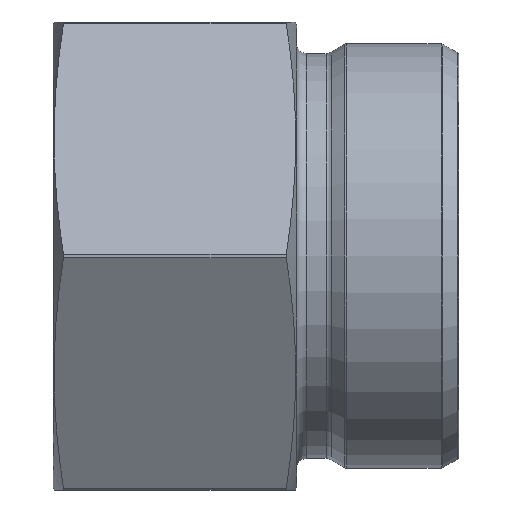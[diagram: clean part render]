
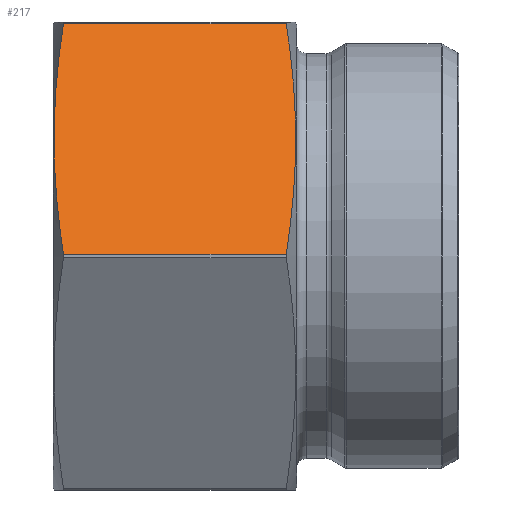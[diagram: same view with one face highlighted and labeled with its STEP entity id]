
A CAD part, front view. The second image highlights one B-rep face of the part: STEP entity #217.
In plain terms, the highlighted planar face has unit normal (0, -0.866, 0.5).
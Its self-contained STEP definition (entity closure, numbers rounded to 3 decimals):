
#217=ADVANCED_FACE('',(#267),#255,.F.);
#255=PLANE('',#620);
#267=FACE_OUTER_BOUND('',#279,.T.);
#279=EDGE_LOOP('',(#375,#376,#377,#378));
#345=LINE('',#883,#357);
#346=LINE('',#893,#358);
#357=VECTOR('',#701,1.);
#358=VECTOR('',#706,1.);
#375=ORIENTED_EDGE('',*,*,#548,.F.);
#376=ORIENTED_EDGE('',*,*,#549,.F.);
#377=ORIENTED_EDGE('',*,*,#550,.F.);
#378=ORIENTED_EDGE('',*,*,#546,.T.);
#495=VERTEX_POINT('',#882);
#496=VERTEX_POINT('',#884);
#497=VERTEX_POINT('',#892);
#498=VERTEX_POINT('',#894);
#546=EDGE_CURVE('',#496,#495,#345,.T.);
#548=EDGE_CURVE('',#497,#495,#605,.T.);
#549=EDGE_CURVE('',#498,#497,#346,.T.);
#550=EDGE_CURVE('',#496,#498,#606,.T.);
#605=B_SPLINE_CURVE_WITH_KNOTS('',3,(#887,#888,#889,#890,#891),
 .UNSPECIFIED.,.F.,.F.,(4,1,4),(0.,0.5,1.),.UNSPECIFIED.);
#606=B_SPLINE_CURVE_WITH_KNOTS('',3,(#895,#896,#897,#898,#899),
 .UNSPECIFIED.,.F.,.F.,(4,1,4),(0.,0.5,1.),.UNSPECIFIED.);
#620=AXIS2_PLACEMENT_3D('',#900,#707,#708);
#701=DIRECTION('',(-1.,0.,0.));
#706=DIRECTION('',(-1.,0.,0.));
#707=DIRECTION('',(0.,0.866,-0.5));
#708=DIRECTION('',(0.,0.5,0.866));
#882=CARTESIAN_POINT('',(1.651,-21.79,37.258));
#883=CARTESIAN_POINT('',(65.,-21.79,37.258));
#884=CARTESIAN_POINT('',(37.349,-21.79,37.258));
#887=CARTESIAN_POINT('',(1.651,-43.162,0.242));
#888=CARTESIAN_POINT('',(0.706,-39.6,6.411));
#889=CARTESIAN_POINT('',(-0.438,-32.476,18.75));
#890=CARTESIAN_POINT('',(0.706,-25.352,31.089));
#891=CARTESIAN_POINT('',(1.651,-21.79,37.258));
#892=CARTESIAN_POINT('',(1.651,-43.162,0.242));
#893=CARTESIAN_POINT('',(65.,-43.162,0.242));
#894=CARTESIAN_POINT('',(37.349,-43.162,0.242));
#895=CARTESIAN_POINT('',(37.349,-21.79,37.258));
#896=CARTESIAN_POINT('',(38.294,-25.352,31.089));
#897=CARTESIAN_POINT('',(39.438,-32.476,18.75));
#898=CARTESIAN_POINT('',(38.294,-39.6,6.411));
#899=CARTESIAN_POINT('',(37.349,-43.162,0.242));
#900=CARTESIAN_POINT('',(65.,-21.79,37.258));
